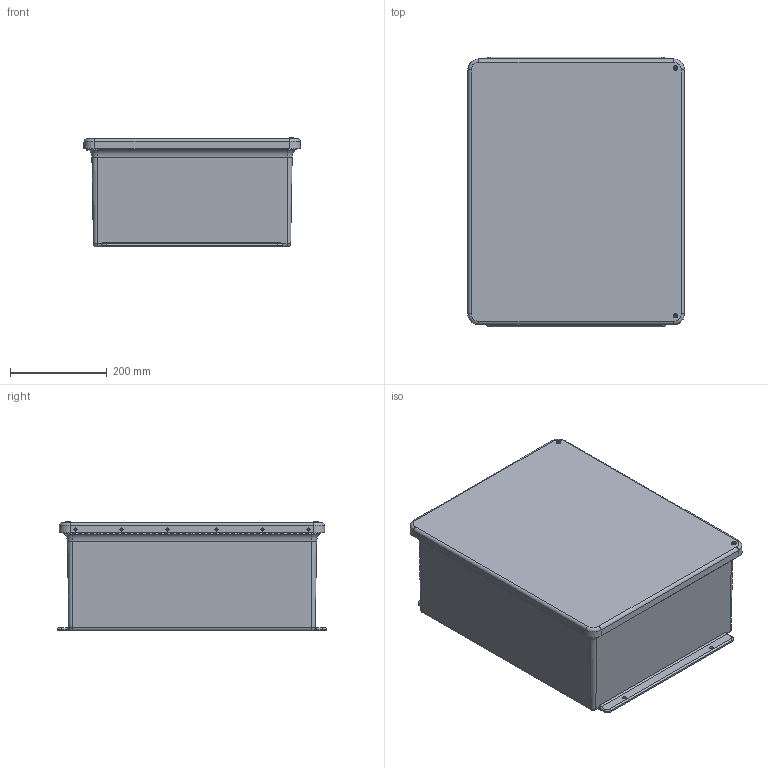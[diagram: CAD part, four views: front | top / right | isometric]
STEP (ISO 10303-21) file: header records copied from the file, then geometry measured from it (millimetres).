
FILE_DESCRIPTION(/* description */ (''),/* implementation_level */ '2;1');
FILE_NAME(/* name */ 'HW-WHJ201608CHSC.stp',/* time_stamp */ '2014-04-08T08:40:12-05:00',/* author */ ('jtigges'),/* organization */ (''),/* preprocessor_version */ 'ST-DEVELOPER v15.2',/* originating_system */ 'Autodesk Inventor 2014',/* authorisation */ '');
FILE_SCHEMA (('AUTOMOTIVE_DESIGN { 1 0 10303 214 3 1 1 }'));
Length unit declared in the file: inch
Products named in the file (18): J2016HW_1; RMINS45821P_9; RMINS45821P_10; RMINS45821P_11; RMINS45821P_12; RMINS45821P_13; RMINS45821P_14; J2016BHW; RMHINGCOV19; RMHINGPIN19; RMHINGBOX19; RMHING19; J2016HWCVR; GASKET_2016; WP2016HWU; RMSC10X063PHCPH; RMRIV43; WH-J2016HW_STP
Bounding box: 449.85 x 558.8 x 227.59 mm (x, y, z)
Volume: 4636382.6 mm3; surface area: 1896202.2 mm2
Topology: 26 solids, 26 shells, 977 faces, 2507 edges, 1613 vertices
Faces by surface type: plane 393, cylinder 383, cone 133, torus 44, bspline 20, sphere 4
Full cylindrical faces by diameter (mm): 2.159 x79, 3.175 x12, 3.327 x12, 3.556 x12, 3.683 x2, 3.861 x5, 3.962 x7, 3.967 x40, 4.826 x40, 5.537 x4, 6.35 x12, 6.858 x6
Entity records: 25219 total; most frequent: CARTESIAN_POINT 5031, DIRECTION 4296, ORIENTED_EDGE 3708, EDGE_CURVE 1854, AXIS2_PLACEMENT_3D 1631, VERTEX_POINT 1318, EDGE_LOOP 1262, LINE 1034
